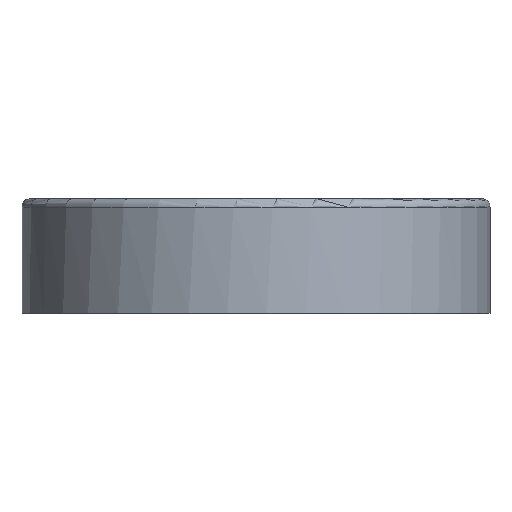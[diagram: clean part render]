
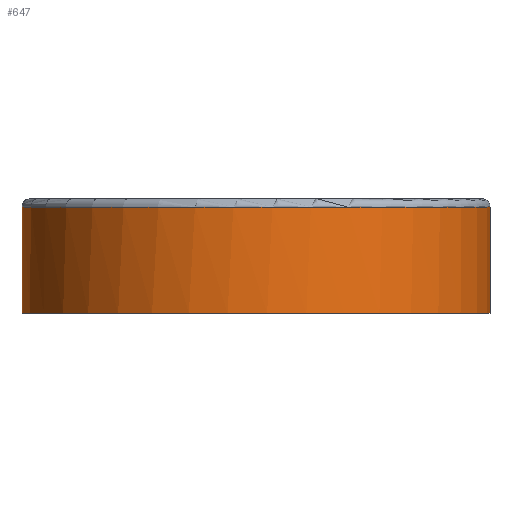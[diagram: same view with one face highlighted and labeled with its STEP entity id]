
A CAD part, front view. The second image highlights one B-rep face of the part: STEP entity #647.
In plain terms, the highlighted cylindrical face has radius 55 mm (diameter 110 mm), a full revolution.
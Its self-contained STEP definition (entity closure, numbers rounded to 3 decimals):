
#28=CYLINDRICAL_SURFACE('',#722,55.);
#47=CIRCLE('',#712,55.);
#48=CIRCLE('',#713,55.);
#50=CIRCLE('',#717,55.);
#52=CIRCLE('',#723,55.);
#53=CIRCLE('',#724,55.);
#83=FACE_OUTER_BOUND('',#123,.T.);
#123=EDGE_LOOP('',(#507,#508,#509,#510,#511,#512,#513,#514,#515));
#178=LINE('',#1065,#237);
#182=LINE('',#1075,#241);
#185=LINE('',#1087,#244);
#237=VECTOR('',#855,10.);
#241=VECTOR('',#867,10.);
#244=VECTOR('',#882,55.);
#293=VERTEX_POINT('',#1049);
#297=VERTEX_POINT('',#1056);
#298=VERTEX_POINT('',#1058);
#300=VERTEX_POINT('',#1064);
#302=VERTEX_POINT('',#1070);
#304=VERTEX_POINT('',#1083);
#305=VERTEX_POINT('',#1084);
#369=EDGE_CURVE('',#298,#297,#47,.T.);
#370=EDGE_CURVE('',#293,#298,#48,.T.);
#372=EDGE_CURVE('',#300,#293,#178,.T.);
#375=EDGE_CURVE('',#302,#300,#50,.T.);
#378=EDGE_CURVE('',#297,#302,#182,.T.);
#382=EDGE_CURVE('',#304,#305,#52,.T.);
#383=EDGE_CURVE('',#305,#304,#53,.T.);
#384=EDGE_CURVE('',#305,#298,#185,.T.);
#507=ORIENTED_EDGE('',*,*,#382,.F.);
#508=ORIENTED_EDGE('',*,*,#383,.F.);
#509=ORIENTED_EDGE('',*,*,#384,.T.);
#510=ORIENTED_EDGE('',*,*,#369,.T.);
#511=ORIENTED_EDGE('',*,*,#378,.T.);
#512=ORIENTED_EDGE('',*,*,#375,.T.);
#513=ORIENTED_EDGE('',*,*,#372,.T.);
#514=ORIENTED_EDGE('',*,*,#370,.T.);
#515=ORIENTED_EDGE('',*,*,#384,.F.);
#647=ADVANCED_FACE('',(#83),#28,.T.);
#712=AXIS2_PLACEMENT_3D('',#1059,#848,#849);
#713=AXIS2_PLACEMENT_3D('',#1060,#850,#851);
#717=AXIS2_PLACEMENT_3D('',#1071,#861,#862);
#722=AXIS2_PLACEMENT_3D('',#1082,#876,#877);
#723=AXIS2_PLACEMENT_3D('',#1085,#878,#879);
#724=AXIS2_PLACEMENT_3D('',#1086,#880,#881);
#848=DIRECTION('center_axis',(0.,0.,1.));
#849=DIRECTION('ref_axis',(-1.,0.,0.));
#850=DIRECTION('center_axis',(0.,0.,1.));
#851=DIRECTION('ref_axis',(-1.,0.,0.));
#855=DIRECTION('',(0.,0.,-1.));
#861=DIRECTION('center_axis',(0.,0.,1.));
#862=DIRECTION('ref_axis',(-1.,0.,0.));
#867=DIRECTION('',(0.,0.,1.));
#876=DIRECTION('center_axis',(0.,0.,1.));
#877=DIRECTION('ref_axis',(-1.,0.,0.));
#878=DIRECTION('center_axis',(0.,0.,1.));
#879=DIRECTION('ref_axis',(0.417,0.909,0.));
#880=DIRECTION('center_axis',(0.,0.,1.));
#881=DIRECTION('ref_axis',(0.417,0.909,0.));
#882=DIRECTION('',(0.,0.,-1.));
#1049=CARTESIAN_POINT('',(-17.,52.307,3.));
#1056=CARTESIAN_POINT('',(17.,52.307,3.));
#1058=CARTESIAN_POINT('',(55.,0.,3.));
#1059=CARTESIAN_POINT('Origin',(0.,0.,3.));
#1060=CARTESIAN_POINT('Origin',(0.,0.,3.));
#1064=CARTESIAN_POINT('',(-17.,52.307,13.));
#1065=CARTESIAN_POINT('',(-17.,52.307,3.));
#1070=CARTESIAN_POINT('',(17.,52.307,13.));
#1071=CARTESIAN_POINT('Origin',(0.,0.,13.));
#1075=CARTESIAN_POINT('',(17.,52.307,3.));
#1082=CARTESIAN_POINT('Origin',(0.,0.,3.));
#1083=CARTESIAN_POINT('',(-22.915,-49.999,28.003));
#1084=CARTESIAN_POINT('',(55.,0.,28.003));
#1085=CARTESIAN_POINT('Origin',(0.,0.,28.003));
#1086=CARTESIAN_POINT('Origin',(0.,0.,28.003));
#1087=CARTESIAN_POINT('',(55.,0.,3.));
